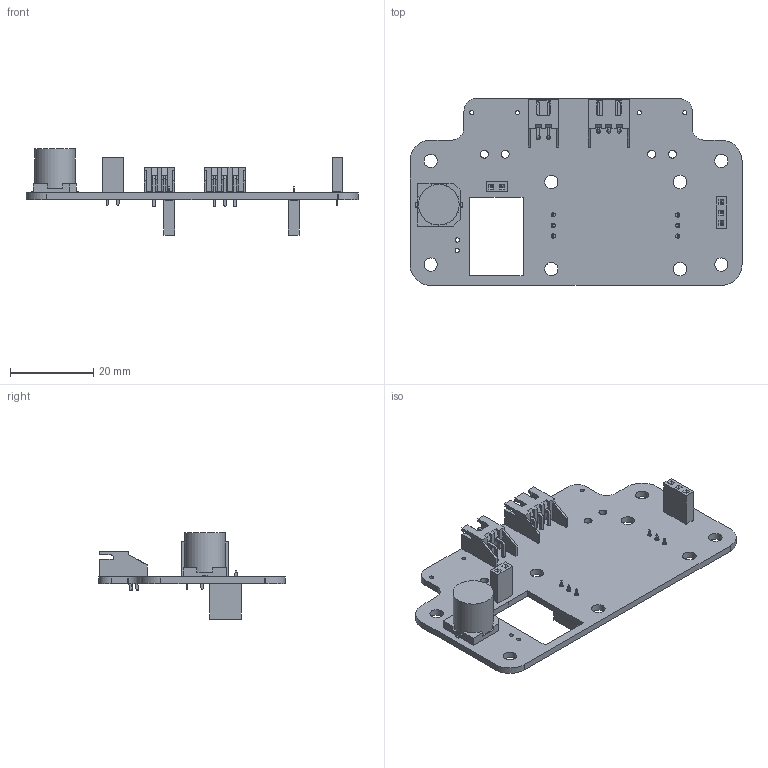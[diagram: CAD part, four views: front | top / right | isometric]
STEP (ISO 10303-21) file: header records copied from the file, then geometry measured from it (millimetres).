
FILE_DESCRIPTION(('KiCad electronic assembly'),'2;1');
FILE_NAME('ELECT V2.1.step','2025-04-06T19:39:21',('Pcbnew'),('Kicad'), 'Open CASCADE STEP processor 7.8','KiCad to STEP converter','Unknown' );
FILE_SCHEMA(('AUTOMOTIVE_DESIGN { 1 0 10303 214 1 1 1 1 }'));
Length unit declared in the file: millimetre
Products named in the file (12): ELECT V2.1 1; PinSocket_1x03_P2.54mm_Vertical; JST_XH_S3B-XH-A-1_1x03_P2.50mm_Horizontal; JST_S3B_XH_A_1; CAP_UCD_10X10_NCH; part; JST_XH_S2B-XH-A_1x02_P2.50mm_Horizontal; JST_S2B_XH_A; PinSocket_1x02_P2.54mm_Vertical; ELECT V2.1_PCB
Assembly tree (13 placements, depth 3):
  ELECT V2.1 1
    PinSocket_1x03_P2.54mm_Vertical  x3
      PinSocket_1x03_P2.54mm_Vertical
    JST_XH_S3B-XH-A-1_1x03_P2.50mm_Horizontal
      JST_S3B_XH_A_1
    CAP_UCD_10X10_NCH
      part
    JST_XH_S2B-XH-A_1x02_P2.50mm_Horizontal
      JST_S2B_XH_A
    PinSocket_1x02_P2.54mm_Vertical
      PinSocket_1x02_P2.54mm_Vertical
    ELECT V2.1_PCB
Bounding box: 80 x 45 x 20.74 mm (x, y, z)
Volume: 6603.8 mm3; surface area: 9718.8 mm2
Topology: 11 solids, 11 shells, 736 faces, 1933 edges, 1262 vertices
Faces by surface type: plane 671, cylinder 65
Full cylindrical faces by diameter (mm): 0.95 x3, 1 x19, 1.9 x4, 3.2 x8, 9.792 x1
Entity records: 19746 total; most frequent: CARTESIAN_POINT 2868, ORIENTED_EDGE 2810, DIRECTION 2622, EDGE_CURVE 1405, LINE 1274, VECTOR 1274, VERTEX_POINT 918, AXIS2_PLACEMENT_3D 674
